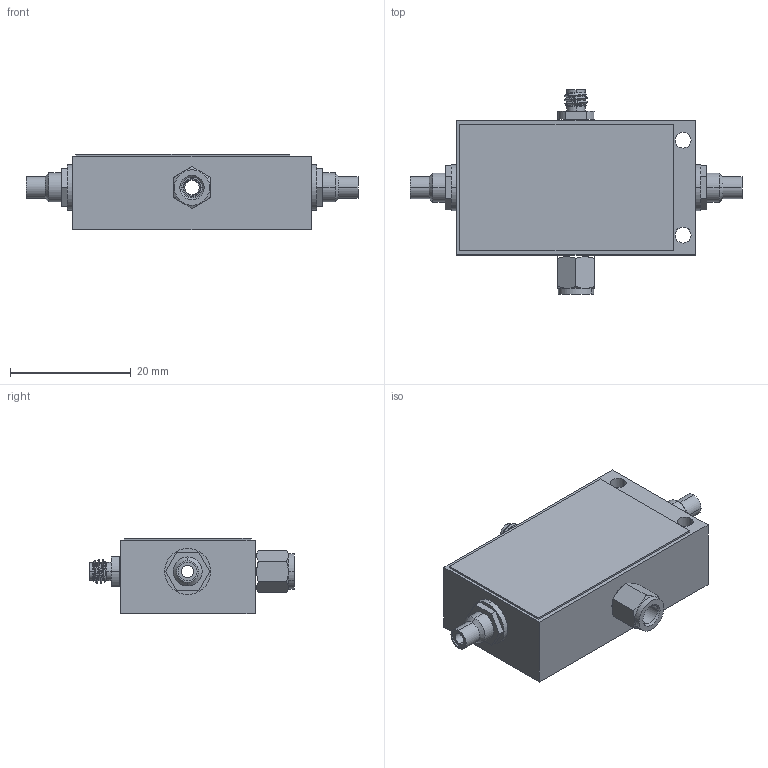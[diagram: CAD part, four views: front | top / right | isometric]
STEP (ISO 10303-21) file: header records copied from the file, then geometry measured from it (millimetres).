
FILE_DESCRIPTION (( 'STEP AP214' ), '1' );
FILE_NAME ('FMBT1659_3D.STEP', '2022-06-29T06:46:20', ( '' ), ( '' ), 'SwSTEP 2.0', 'SolidWorks 2021', '' );
FILE_SCHEMA (( 'AUTOMOTIVE_DESIGN' ));
Length unit declared in the file: millimetre
Products named in the file (1): FMBT1659_3D
Bounding box: 55.09 x 33.97 x 12.47 mm (x, y, z)
Surface area: 5048.7 mm2 (no closed solid volume)
Topology: 0 solids, 9 shells, 133 faces, 375 edges, 250 vertices
Faces by surface type: cylinder 60, plane 43, cone 26, bspline 4
Entity records: 5505 total; most frequent: CARTESIAN_POINT 2013, DIRECTION 711, ORIENTED_EDGE 658, EDGE_CURVE 375, AXIS2_PLACEMENT_3D 264, VERTEX_POINT 251, LINE 183, VECTOR 183
